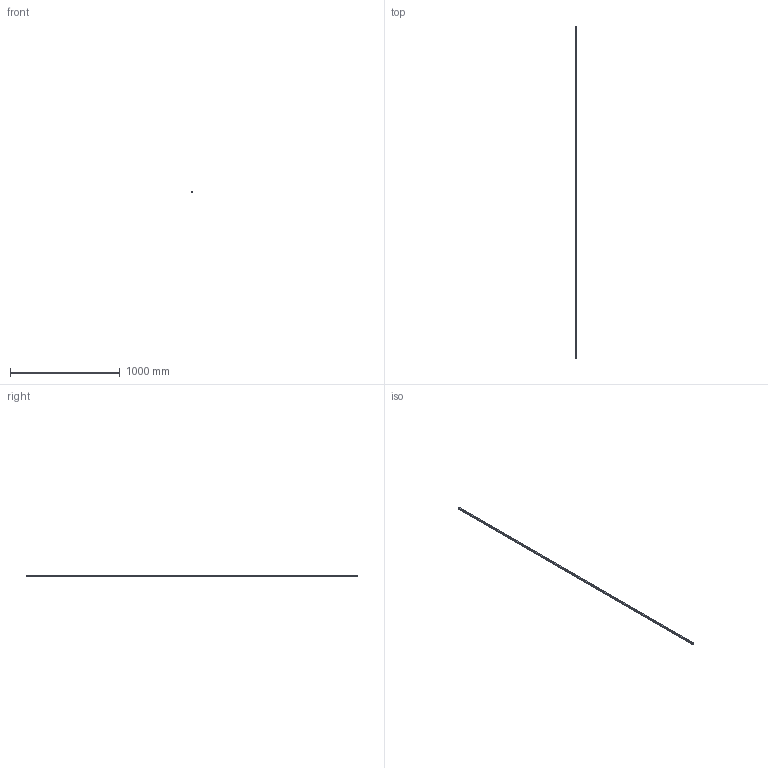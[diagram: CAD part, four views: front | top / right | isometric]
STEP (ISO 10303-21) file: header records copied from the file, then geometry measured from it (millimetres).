
FILE_DESCRIPTION(('STEP AP214'),'1');
FILE_NAME('cctmp_C13B91C3-093E-4B89-ADD1-F3E99C69D768_2021_02_02_11_53_15_0605..stp','2021-02-02T10:53:15',('HIWIN GmbH'),('CADClick - www.CADClick.com'),'Spatial InterOp 3D',' ','unknown authorization');
FILE_SCHEMA(('AUTOMOTIVE_DESIGN'));
Length unit declared in the file: millimetre
Products named in the file (1): EGR15U3020C_FILE
Bounding box: 15 x 3020 x 12.5 mm (x, y, z)
Volume: 480874.2 mm3; surface area: 184076.7 mm2
Topology: 1 solids, 1 shells, 613 faces, 1515 edges, 1010 vertices
Faces by surface type: cylinder 324, plane 289
Entity records: 23529 total; most frequent: DIRECTION 3595, CARTESIAN_POINT 3139, ORIENTED_EDGE 3030, EDGE_CURVE 1515, AXIS2_PLACEMENT_3D 1466, VERTEX_POINT 1010, EDGE_LOOP 719, LINE 663
